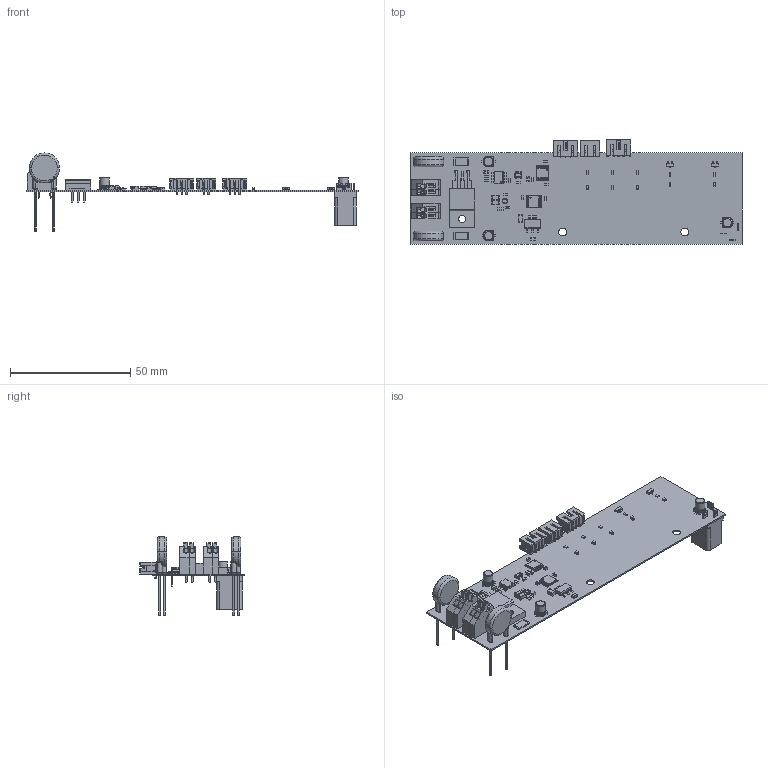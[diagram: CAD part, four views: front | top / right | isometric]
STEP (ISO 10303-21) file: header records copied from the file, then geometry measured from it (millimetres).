
FILE_DESCRIPTION(('Open CASCADE Model'),'2;1');
FILE_NAME('Open CASCADE Shape Model','2024-06-19T16:01:18',('Author'),( 'Open CASCADE'),'Open CASCADE STEP processor 7.5','Open CASCADE 7.5' ,'Unknown');
FILE_SCHEMA(('AUTOMOTIVE_DESIGN { 1 0 10303 214 1 1 1 1 }'));
Length unit declared in the file: millimetre
Products named in the file (76): PCB; Board; Open CASCADE STEP translator 7.5 1.1.1; R13; 2512_res; R9; C4; 0603_cap; C15; U4; level_shifter; U1; R1; 0603_res; C10; C7; 0805_cap; C6; C5; C2; alum_cap; VDR1; disc10; VDR2; U5; sc70_6pin; U3; sot223-3; U2; sot23_5pin; U6; gate_driver; R10; R8; R7; R12; R11; Q3; fet; J6 ...
Assembly tree (107 placements, depth 4):
  PCB
    Board
      Open CASCADE STEP translator 7.5 1.1.1
    R13
      2512_res
    R9
      2512_res
    C4
      0603_cap
    C15
      0603_cap
    U4
      level_shifter
    U1
      level_shifter
    R1
      0603_res
    C10
      0603_cap
    C7
      0805_cap
    C6
      0603_cap
    C5
      0603_cap
    C2
      alum_cap
    VDR1
      disc10
    VDR2
      disc10
    U5
      sc70_6pin
    U3
      sot223-3
    U2
      sot23_5pin
    U6
      gate_driver
    R10
      0603_res
    R8
      0603_res
    R7
      0603_res
    R12
      0603_res
    R11
      0603_res
    Q3
      fet
    J6
      phoenix_2pin_connector
        1990232
        1990232_1
    J5
      phoenix_2pin_connector
        1990232
        1990232_1
    J3
Bounding box: 138.05 x 43.43 x 32.5 mm (x, y, z)
Volume: 8542.3 mm3; surface area: 18071.7 mm2
Topology: 107 solids, 107 shells, 3592 faces, 9247 edges, 5906 vertices
Faces by surface type: plane 2505, cylinder 898, bspline 152, torus 18, revolution 11, cone 8
Full cylindrical faces by diameter (mm): 0.02 x3, 0.33 x75, 0.5 x2, 0.636 x4, 0.812 x8, 1.144 x4, 1.27 x3, 3.302 x2, 3.506 x1, 4 x6
Entity records: 66487 total; most frequent: CARTESIAN_POINT 13405, ORIENTED_EDGE 9776, DIRECTION 9500, EDGE_CURVE 4888, LINE 3755, VECTOR 3755, VERTEX_POINT 3126, AXIS2_PLACEMENT_3D 2870
